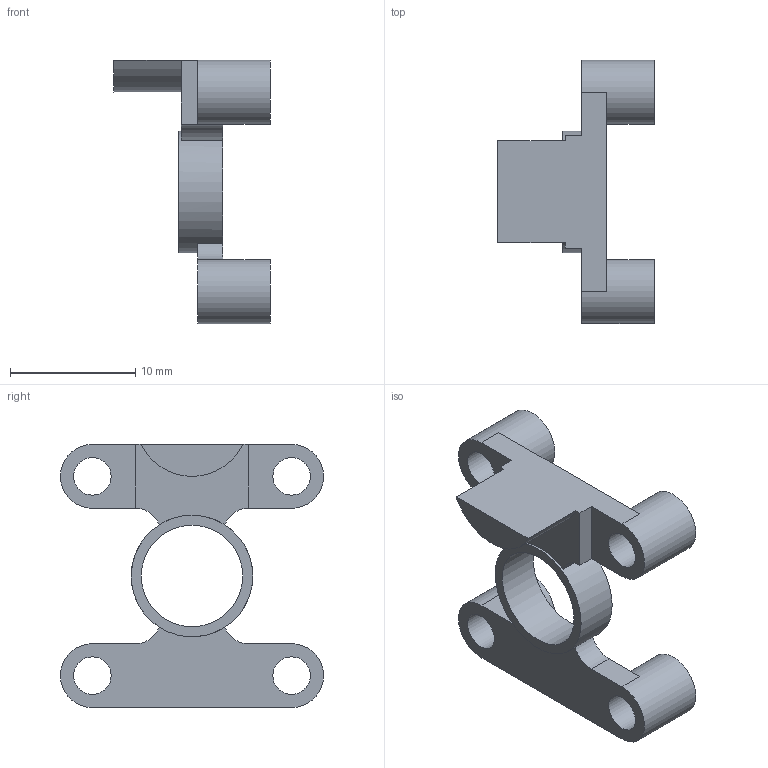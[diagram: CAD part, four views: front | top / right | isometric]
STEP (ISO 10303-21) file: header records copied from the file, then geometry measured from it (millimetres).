
FILE_DESCRIPTION(/* description */ ('STEP AP242','CAx-IF Rec.Pracs.---Representation and Presentation of Product Manufacturing Information (PMI)---4.0---2014-10-13','CAx-IF Rec.Pracs.---3D Tessellated Geometry---0.4---2014-09-14','2;1'),/* implementation_level */ '2;1');
FILE_NAME(/* name */ '65f1aa0d4c36c14f2284fbd2',/* time_stamp */ '2024-03-13T13:28:45Z',/* author */ (''),/* organization */ (''),/* preprocessor_version */ 'ST-DEVELOPER v19.4',/* originating_system */ ' ',/* authorisation */ ' ');
FILE_SCHEMA (('AP242_MANAGED_MODEL_BASED_3D_ENGINEERING_MIM_LF { 1 0 10303 442 1 1 4 }'));
Length unit declared in the file: metre
Products named in the file (1): Stator
Bounding box: 12.5 x 21 x 21 mm (x, y, z)
Volume: 799.9 mm3; surface area: 1349.6 mm2
Topology: 1 solids, 1 shells, 34 faces, 99 edges, 67 vertices
Faces by surface type: plane 19, cylinder 15
Full cylindrical faces by diameter (mm): 3 x4, 5.1 x4, 8.1 x1, 9.7 x1
Entity records: 1046 total; most frequent: DIRECTION 186, CARTESIAN_POINT 171, ORIENTED_EDGE 158, EDGE_CURVE 79, AXIS2_PLACEMENT_3D 72, VERTEX_POINT 57, EDGE_LOOP 54, FACE_BOUND 54
